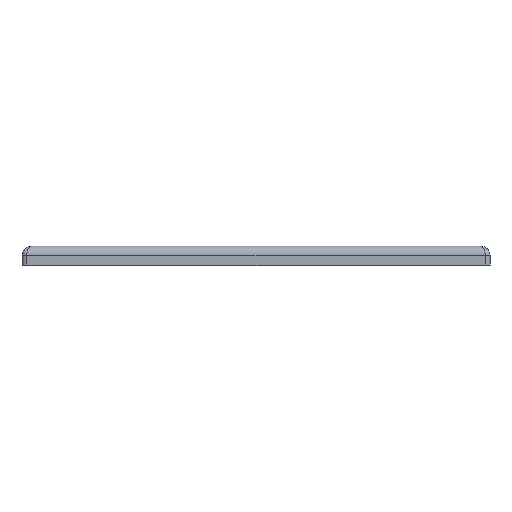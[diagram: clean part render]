
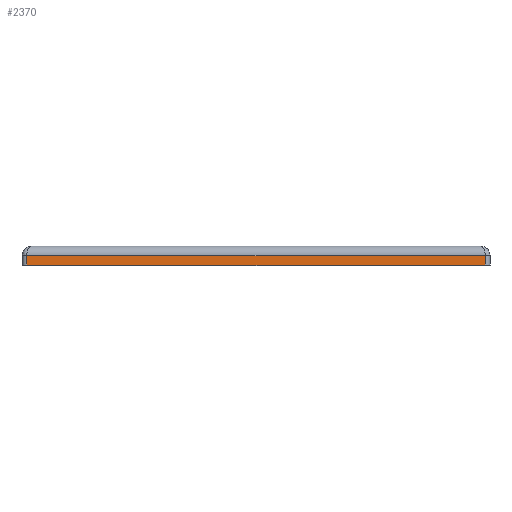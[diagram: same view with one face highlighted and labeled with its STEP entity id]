
A CAD part, top view. The second image highlights one B-rep face of the part: STEP entity #2370.
In plain terms, the highlighted planar face has unit normal (0, 0, 1).
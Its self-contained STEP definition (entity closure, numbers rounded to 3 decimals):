
#46 = VERTEX_POINT ( 'NONE', #1600 ) ;
#185 = CARTESIAN_POINT ( 'NONE',  ( -48., 4., 50. ) ) ;
#199 = PLANE ( 'NONE',  #1348 ) ;
#273 = EDGE_CURVE ( 'NONE', #2690, #578, #898, .T. ) ;
#477 = DIRECTION ( 'NONE',  ( 0., 1., 0. ) ) ;
#482 = VECTOR ( 'NONE', #2639, 1000. ) ;
#507 = LINE ( 'NONE', #2291, #1970 ) ;
#578 = VERTEX_POINT ( 'NONE', #1702 ) ;
#686 = DIRECTION ( 'NONE',  ( 0., 0., -1. ) ) ;
#735 = ORIENTED_EDGE ( 'NONE', *, *, #273, .T. ) ;
#898 = LINE ( 'NONE', #1790, #482 ) ;
#985 = DIRECTION ( 'NONE',  ( 0., -1., 0. ) ) ;
#1062 = ORIENTED_EDGE ( 'NONE', *, *, #2186, .T. ) ;
#1119 = CARTESIAN_POINT ( 'NONE',  ( -48., 0., 50. ) ) ;
#1195 = VECTOR ( 'NONE', #985, 1000. ) ;
#1207 = LINE ( 'NONE', #2563, #1560 ) ;
#1329 = VERTEX_POINT ( 'NONE', #1119 ) ;
#1348 = AXIS2_PLACEMENT_3D ( 'NONE', #1550, #686, #2211 ) ;
#1431 = EDGE_CURVE ( 'NONE', #46, #2690, #507, .T. ) ;
#1442 = ORIENTED_EDGE ( 'NONE', *, *, #1431, .T. ) ;
#1464 = DIRECTION ( 'NONE',  ( 1., 0., 0. ) ) ;
#1495 = LINE ( 'NONE', #185, #1195 ) ;
#1550 = CARTESIAN_POINT ( 'NONE',  ( -49., 4., 50. ) ) ;
#1560 = VECTOR ( 'NONE', #1464, 1000. ) ;
#1600 = CARTESIAN_POINT ( 'NONE',  ( 49., 0., 50. ) ) ;
#1616 = EDGE_CURVE ( 'NONE', #1329, #46, #1207, .T. ) ;
#1702 = CARTESIAN_POINT ( 'NONE',  ( -48., 2., 50. ) ) ;
#1790 = CARTESIAN_POINT ( 'NONE',  ( -48., 2., 50. ) ) ;
#1833 = ORIENTED_EDGE ( 'NONE', *, *, #1616, .T. ) ;
#1970 = VECTOR ( 'NONE', #477, 1000. ) ;
#2065 = EDGE_LOOP ( 'NONE', ( #1442, #735, #1062, #1833 ) ) ;
#2163 = CARTESIAN_POINT ( 'NONE',  ( 49., 2., 50. ) ) ;
#2186 = EDGE_CURVE ( 'NONE', #578, #1329, #1495, .T. ) ;
#2211 = DIRECTION ( 'NONE',  ( -1., 0., 0. ) ) ;
#2291 = CARTESIAN_POINT ( 'NONE',  ( 49., 4., 50. ) ) ;
#2370 = ADVANCED_FACE ( 'NONE', ( #2658 ), #199, .F. ) ;
#2563 = CARTESIAN_POINT ( 'NONE',  ( -49., 0., 50. ) ) ;
#2639 = DIRECTION ( 'NONE',  ( -1., 0., 0. ) ) ;
#2658 = FACE_OUTER_BOUND ( 'NONE', #2065, .T. ) ;
#2690 = VERTEX_POINT ( 'NONE', #2163 ) ;
